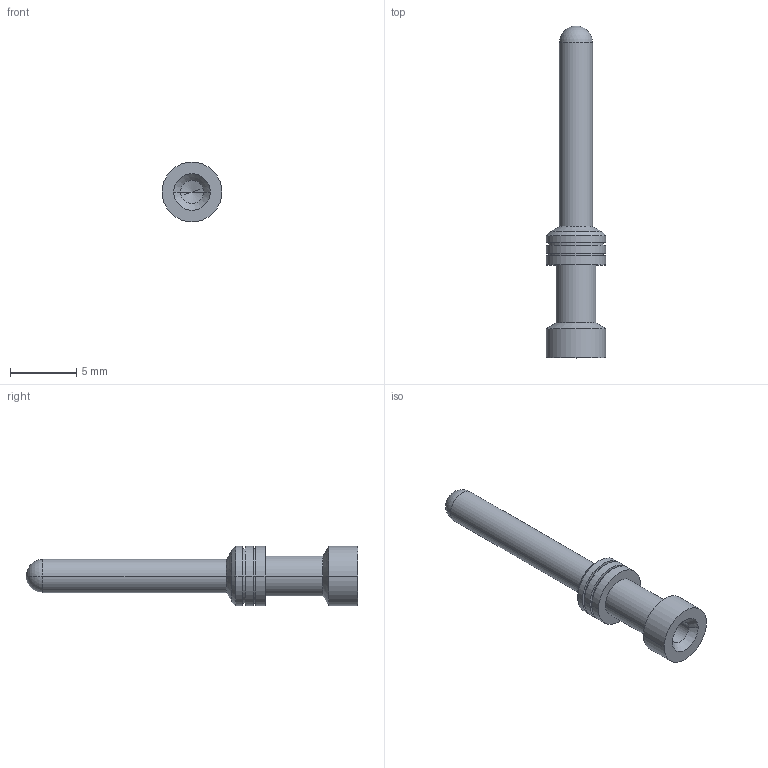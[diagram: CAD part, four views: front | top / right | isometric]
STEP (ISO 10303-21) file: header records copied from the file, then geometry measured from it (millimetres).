
FILE_DESCRIPTION((''),'2;1');
FILE_NAME('MANIFOLD_SOLID_BREP_3643','2020-12-21T',('tc.chen'),(''),'PRO/ENGINEER BY PARAMETRIC TECHNOLOGY CORPORATION, 2012480','PRO/ENGINEER BY PARAMETRIC TECHNOLOGY CORPORATION, 2012480','');
FILE_SCHEMA(('AUTOMOTIVE_DESIGN { 1 0 10303 214 1 1 1 1 }'));
Length unit declared in the file: millimetre
Products named in the file (1): MANIFOLD_SOLID_BREP_3643
Bounding box: 4.5 x 25 x 4.5 mm (x, y, z)
Volume: 165.1 mm3; surface area: 321 mm2
Topology: 1 solids, 1 shells, 36 faces, 74 edges, 42 vertices
Faces by surface type: cylinder 18, cone 10, plane 6, sphere 2
Entity records: 980 total; most frequent: DIRECTION 184, CARTESIAN_POINT 150, ORIENTED_EDGE 140, AXIS2_PLACEMENT_3D 78, EDGE_CURVE 70, VERTEX_POINT 42, EDGE_LOOP 42, CIRCLE 42
